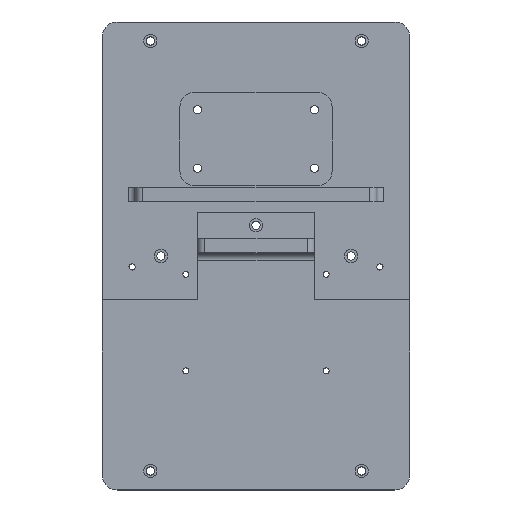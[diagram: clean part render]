
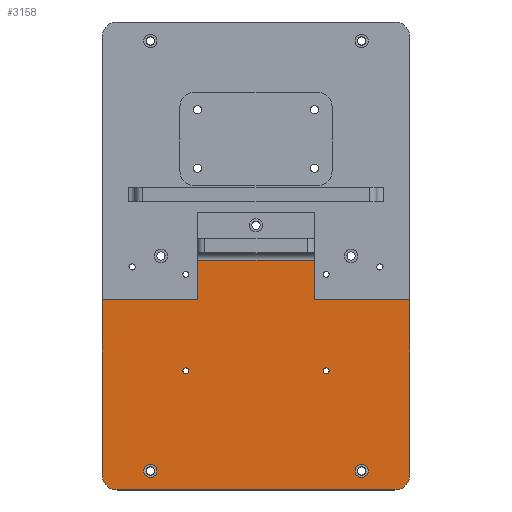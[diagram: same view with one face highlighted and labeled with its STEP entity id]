
A CAD part, top view. The second image highlights one B-rep face of the part: STEP entity #3158.
In plain terms, the highlighted planar face has unit normal (0, 0, 1).
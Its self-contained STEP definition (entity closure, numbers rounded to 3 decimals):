
#65=FACE_BOUND('',#521,.T.);
#66=FACE_BOUND('',#522,.T.);
#67=FACE_BOUND('',#523,.T.);
#68=FACE_BOUND('',#524,.T.);
#156=PLANE('',#3426);
#310=FACE_OUTER_BOUND('',#520,.T.);
#520=EDGE_LOOP('',(#2573,#2574,#2575,#2576,#2577,#2578,#2579,#2580,#2581,
#2582));
#521=EDGE_LOOP('',(#2583));
#522=EDGE_LOOP('',(#2584));
#523=EDGE_LOOP('',(#2585));
#524=EDGE_LOOP('',(#2586));
#794=LINE('',#4909,#1128);
#799=LINE('',#4919,#1133);
#800=LINE('',#4923,#1134);
#801=LINE('',#4925,#1135);
#802=LINE('',#4927,#1136);
#803=LINE('',#4929,#1137);
#804=LINE('',#4931,#1138);
#805=LINE('',#4932,#1139);
#1128=VECTOR('',#4022,10.);
#1133=VECTOR('',#4029,10.);
#1134=VECTOR('',#4032,10.);
#1135=VECTOR('',#4033,10.);
#1136=VECTOR('',#4034,10.);
#1137=VECTOR('',#4035,10.);
#1138=VECTOR('',#4036,10.);
#1139=VECTOR('',#4037,10.);
#1373=CIRCLE('',#3423,10.);
#1375=CIRCLE('',#3427,10.);
#1376=CIRCLE('',#3428,4.5);
#1377=CIRCLE('',#3429,4.5);
#1378=CIRCLE('',#3430,2.);
#1379=CIRCLE('',#3431,2.);
#1557=VERTEX_POINT('',#4899);
#1558=VERTEX_POINT('',#4900);
#1561=VERTEX_POINT('',#4908);
#1565=VERTEX_POINT('',#4918);
#1566=VERTEX_POINT('',#4920);
#1567=VERTEX_POINT('',#4922);
#1568=VERTEX_POINT('',#4924);
#1569=VERTEX_POINT('',#4926);
#1570=VERTEX_POINT('',#4928);
#1571=VERTEX_POINT('',#4930);
#1572=VERTEX_POINT('',#4933);
#1573=VERTEX_POINT('',#4935);
#1574=VERTEX_POINT('',#4937);
#1575=VERTEX_POINT('',#4939);
#1922=EDGE_CURVE('',#1557,#1558,#1373,.T.);
#1926=EDGE_CURVE('',#1561,#1558,#794,.T.);
#1931=EDGE_CURVE('',#1557,#1565,#799,.T.);
#1932=EDGE_CURVE('',#1566,#1565,#1375,.T.);
#1933=EDGE_CURVE('',#1566,#1567,#800,.T.);
#1934=EDGE_CURVE('',#1567,#1568,#801,.T.);
#1935=EDGE_CURVE('',#1569,#1568,#802,.T.);
#1936=EDGE_CURVE('',#1570,#1569,#803,.T.);
#1937=EDGE_CURVE('',#1571,#1570,#804,.T.);
#1938=EDGE_CURVE('',#1571,#1561,#805,.T.);
#1939=EDGE_CURVE('',#1572,#1572,#1376,.T.);
#1940=EDGE_CURVE('',#1573,#1573,#1377,.T.);
#1941=EDGE_CURVE('',#1574,#1574,#1378,.T.);
#1942=EDGE_CURVE('',#1575,#1575,#1379,.T.);
#2573=ORIENTED_EDGE('',*,*,#1922,.F.);
#2574=ORIENTED_EDGE('',*,*,#1931,.T.);
#2575=ORIENTED_EDGE('',*,*,#1932,.F.);
#2576=ORIENTED_EDGE('',*,*,#1933,.T.);
#2577=ORIENTED_EDGE('',*,*,#1934,.T.);
#2578=ORIENTED_EDGE('',*,*,#1935,.F.);
#2579=ORIENTED_EDGE('',*,*,#1936,.F.);
#2580=ORIENTED_EDGE('',*,*,#1937,.F.);
#2581=ORIENTED_EDGE('',*,*,#1938,.T.);
#2582=ORIENTED_EDGE('',*,*,#1926,.T.);
#2583=ORIENTED_EDGE('',*,*,#1939,.T.);
#2584=ORIENTED_EDGE('',*,*,#1940,.T.);
#2585=ORIENTED_EDGE('',*,*,#1941,.T.);
#2586=ORIENTED_EDGE('',*,*,#1942,.T.);
#3158=ADVANCED_FACE('',(#310,#65,#66,#67,#68),#156,.T.);
#3423=AXIS2_PLACEMENT_3D('',#4901,#4014,#4015);
#3426=AXIS2_PLACEMENT_3D('',#4917,#4027,#4028);
#3427=AXIS2_PLACEMENT_3D('',#4921,#4030,#4031);
#3428=AXIS2_PLACEMENT_3D('',#4934,#4038,#4039);
#3429=AXIS2_PLACEMENT_3D('',#4936,#4040,#4041);
#3430=AXIS2_PLACEMENT_3D('',#4938,#4042,#4043);
#3431=AXIS2_PLACEMENT_3D('',#4940,#4044,#4045);
#4014=DIRECTION('center_axis',(0.,0.,-1.));
#4015=DIRECTION('ref_axis',(-0.707,-0.707,0.));
#4022=DIRECTION('',(0.,-1.,0.));
#4027=DIRECTION('center_axis',(0.,0.,1.));
#4028=DIRECTION('ref_axis',(1.,0.,0.));
#4029=DIRECTION('',(1.,0.,0.));
#4030=DIRECTION('center_axis',(0.,0.,-1.));
#4031=DIRECTION('ref_axis',(0.707,-0.707,0.));
#4032=DIRECTION('',(0.,1.,0.));
#4033=DIRECTION('',(-1.,0.,0.));
#4034=DIRECTION('',(0.,-1.,0.));
#4035=DIRECTION('',(1.,0.,0.));
#4036=DIRECTION('',(0.,1.,0.));
#4037=DIRECTION('',(-1.,0.,0.));
#4038=DIRECTION('center_axis',(0.,0.,-1.));
#4039=DIRECTION('ref_axis',(-1.,0.,0.));
#4040=DIRECTION('center_axis',(0.,0.,-1.));
#4041=DIRECTION('ref_axis',(-1.,0.,0.));
#4042=DIRECTION('center_axis',(0.,0.,-1.));
#4043=DIRECTION('ref_axis',(-1.,0.,0.));
#4044=DIRECTION('center_axis',(0.,0.,-1.));
#4045=DIRECTION('ref_axis',(-1.,0.,0.));
#4899=CARTESIAN_POINT('',(-95.,-160.,12.));
#4900=CARTESIAN_POINT('',(-105.,-150.,12.));
#4901=CARTESIAN_POINT('Origin',(-95.,-150.,12.));
#4908=CARTESIAN_POINT('',(-105.,-30.,12.));
#4909=CARTESIAN_POINT('',(-105.,-30.,12.));
#4917=CARTESIAN_POINT('Origin',(0.,-65.,
12.));
#4918=CARTESIAN_POINT('',(95.,-160.,12.));
#4919=CARTESIAN_POINT('',(105.,-160.,12.));
#4920=CARTESIAN_POINT('',(105.,-150.,12.));
#4921=CARTESIAN_POINT('Origin',(95.,-150.,12.));
#4922=CARTESIAN_POINT('',(105.,-30.,12.));
#4923=CARTESIAN_POINT('',(105.,-30.,12.));
#4924=CARTESIAN_POINT('',(40.,-30.,12.));
#4925=CARTESIAN_POINT('',(52.5,-30.,12.));
#4926=CARTESIAN_POINT('',(40.,-3.,12.));
#4927=CARTESIAN_POINT('',(40.,30.,12.));
#4928=CARTESIAN_POINT('',(-40.,-3.,12.));
#4929=CARTESIAN_POINT('',(-20.,-3.,12.));
#4930=CARTESIAN_POINT('',(-40.,-30.,12.));
#4931=CARTESIAN_POINT('',(-40.,-30.,12.));
#4932=CARTESIAN_POINT('',(52.5,-30.,12.));
#4933=CARTESIAN_POINT('',(-67.7,-147.,12.));
#4934=CARTESIAN_POINT('Origin',(-72.2,-147.,12.));
#4935=CARTESIAN_POINT('',(76.7,-147.,12.));
#4936=CARTESIAN_POINT('Origin',(72.2,-147.,12.));
#4937=CARTESIAN_POINT('',(50.,-78.5,12.));
#4938=CARTESIAN_POINT('Origin',(48.,-78.5,12.));
#4939=CARTESIAN_POINT('',(-46.,-78.5,12.));
#4940=CARTESIAN_POINT('Origin',(-48.,-78.5,12.));
